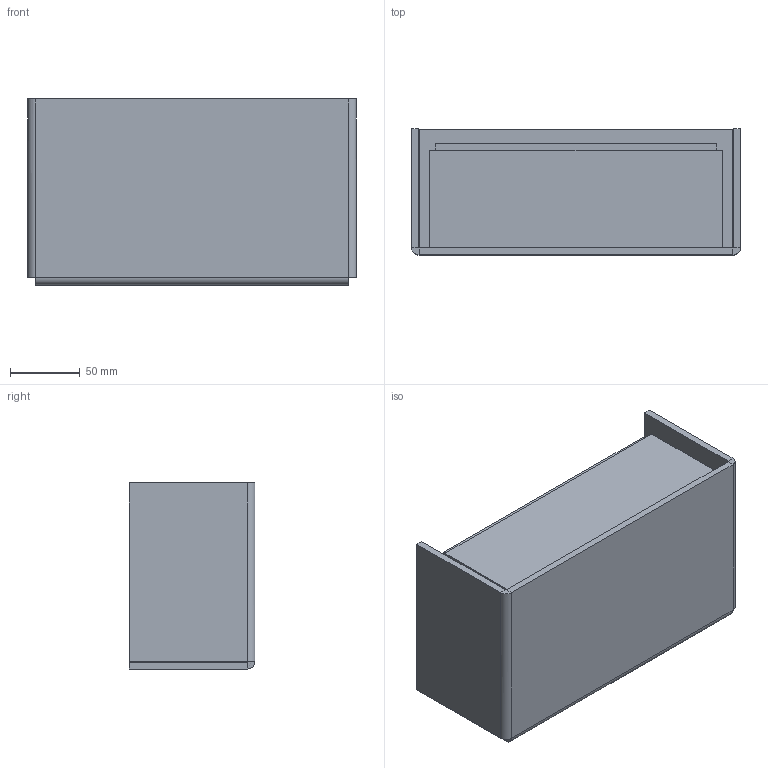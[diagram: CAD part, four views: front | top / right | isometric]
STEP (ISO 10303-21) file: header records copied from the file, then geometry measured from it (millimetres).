
FILE_DESCRIPTION (( 'STEP AP214' ), '1' );
FILE_NAME ('橫撬綰葬4.STEP', '2024-09-08T08:44:10', ( '' ), ( '' ), 'SwSTEP 2.0', 'SolidWorks 2022', '' );
FILE_SCHEMA (( 'AUTOMOTIVE_DESIGN' ));
Length unit declared in the file: millimetre
Products named in the file (4): だお10^橫撬綰葬4; だお11^橫撬綰葬4; だお12^橫撬綰葬4; 橫撬綰葬4
Assembly tree (3 placements, depth 2):
  橫撬綰葬4
    だお10^橫撬綰葬4
    だお11^橫撬綰葬4
    だお12^橫撬綰葬4
Bounding box: 236.29 x 90.5 x 133.63 mm (x, y, z)
Volume: 2238540.4 mm3; surface area: 295794.3 mm2
Topology: 3 solids, 3 shells, 42 faces, 84 edges, 48 vertices
Faces by surface type: plane 32, cylinder 6, bspline 4
Entity records: 1378 total; most frequent: CARTESIAN_POINT 392, DIRECTION 168, ORIENTED_EDGE 168, EDGE_CURVE 84, VECTOR 72, LINE 72, VERTEX_POINT 48, AXIS2_PLACEMENT_3D 48
